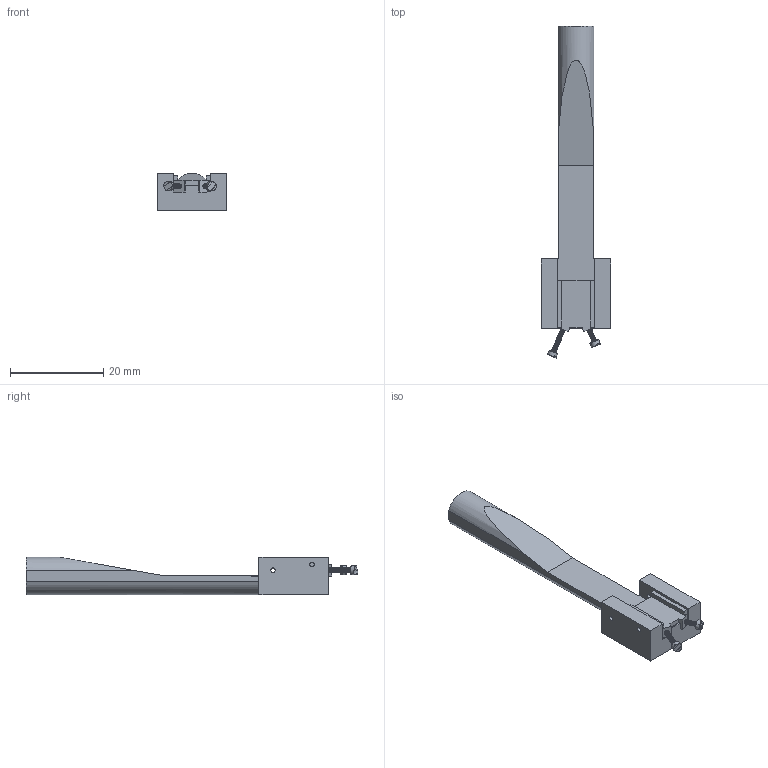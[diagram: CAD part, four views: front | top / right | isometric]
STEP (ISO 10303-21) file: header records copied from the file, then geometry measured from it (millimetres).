
FILE_DESCRIPTION (( 'STEP AP214' ), '1' );
FILE_NAME ('Baugruppe.STEP', '2019-08-27T11:41:47', ( '' ), ( '' ), 'SwSTEP 2.0', 'SolidWorks 2016', '' );
FILE_SCHEMA (( 'AUTOMOTIVE_DESIGN' ));
Length unit declared in the file: millimetre
Products named in the file (4): screw_Standard; stereotax holder_Standard; holder_Standard; Baugruppe
Assembly tree (4 placements, depth 2):
  Baugruppe
    holder_Standard
    stereotax holder_Standard
    screw_Standard  x2
Bounding box: 15 x 71.26 x 8 mm (x, y, z)
Volume: 3092 mm3; surface area: 2798.5 mm2
Topology: 4 solids, 4 shells, 357 faces, 1014 edges, 664 vertices
Faces by surface type: cylinder 279, plane 60, bspline 12, cone 6
Entity records: 17965 total; most frequent: CARTESIAN_POINT 12084, ORIENTED_EDGE 1478, DIRECTION 943, EDGE_CURVE 739, VERTEX_POINT 486, LINE 327, VECTOR 327, AXIS2_PLACEMENT_3D 308
